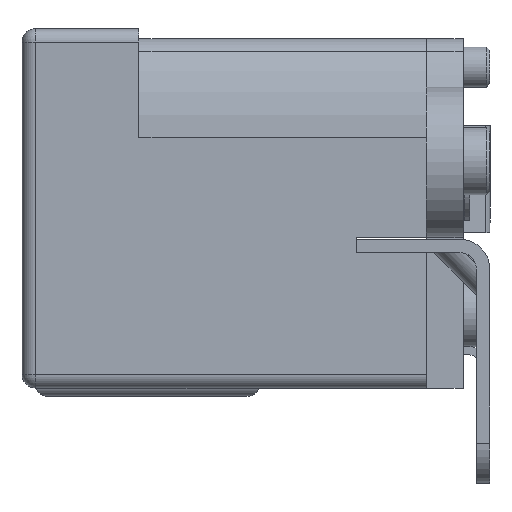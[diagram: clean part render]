
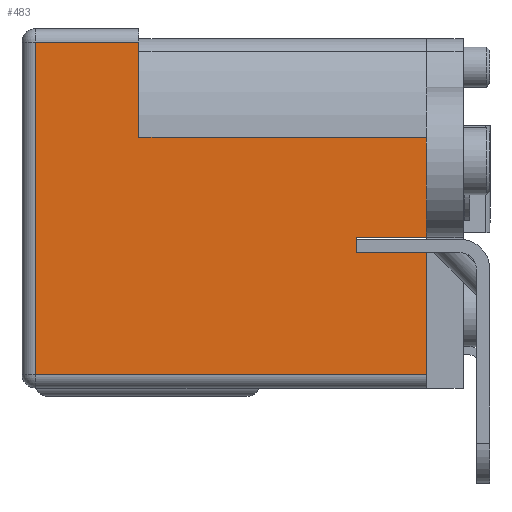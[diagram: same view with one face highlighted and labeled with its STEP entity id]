
A CAD part, left-side view. The second image highlights one B-rep face of the part: STEP entity #483.
In plain terms, the highlighted planar face has unit normal (-1, 0, 0).
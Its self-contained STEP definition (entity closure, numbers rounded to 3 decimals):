
#483 = ADVANCED_FACE( '', ( #1060 ), #1061, .F. );
#1060 = FACE_OUTER_BOUND( '', #1793, .T. );
#1061 = PLANE( '', #1794 );
#1793 = EDGE_LOOP( '', ( #3031, #3032, #3033, #3034, #3035, #3036, #3037, #3038, #3039, #3040 ) );
#1794 = AXIS2_PLACEMENT_3D( '', #3041, #3042, #3043 );
#3031 = ORIENTED_EDGE( '', *, *, #4853, .T. );
#3032 = ORIENTED_EDGE( '', *, *, #4575, .T. );
#3033 = ORIENTED_EDGE( '', *, *, #4854, .F. );
#3034 = ORIENTED_EDGE( '', *, *, #4855, .F. );
#3035 = ORIENTED_EDGE( '', *, *, #4856, .F. );
#3036 = ORIENTED_EDGE( '', *, *, #4857, .T. );
#3037 = ORIENTED_EDGE( '', *, *, #4593, .F. );
#3038 = ORIENTED_EDGE( '', *, *, #4858, .F. );
#3039 = ORIENTED_EDGE( '', *, *, #4859, .T. );
#3040 = ORIENTED_EDGE( '', *, *, #4646, .T. );
#3041 = CARTESIAN_POINT( '', ( -4.5, -6.05, 5.375 ) );
#3042 = DIRECTION( '', ( 1., 0., 0. ) );
#3043 = DIRECTION( '', ( 0., 0., -1. ) );
#4575 = EDGE_CURVE( '', #5374, #5371, #5375, .F. );
#4593 = EDGE_CURVE( '', #5405, #5389, #5407, .T. );
#4646 = EDGE_CURVE( '', #5494, #5498, #5500, .T. );
#4853 = EDGE_CURVE( '', #5498, #5374, #5857, .T. );
#4854 = EDGE_CURVE( '', #5858, #5371, #5859, .T. );
#4855 = EDGE_CURVE( '', #5860, #5858, #5861, .T. );
#4856 = EDGE_CURVE( '', #5862, #5860, #5863, .T. );
#4857 = EDGE_CURVE( '', #5862, #5389, #5864, .T. );
#4858 = EDGE_CURVE( '', #5865, #5405, #5866, .T. );
#4859 = EDGE_CURVE( '', #5865, #5494, #5867, .T. );
#5371 = VERTEX_POINT( '', #6542 );
#5374 = VERTEX_POINT( '', #6545 );
#5375 = LINE( '', #6546, #6547 );
#5389 = VERTEX_POINT( '', #6563 );
#5405 = VERTEX_POINT( '', #6583 );
#5407 = LINE( '', #6586, #6587 );
#5494 = VERTEX_POINT( '', #6694 );
#5498 = VERTEX_POINT( '', #6699 );
#5500 = LINE( '', #6701, #6702 );
#5857 = LINE( '', #7181, #7182 );
#5858 = VERTEX_POINT( '', #7183 );
#5859 = LINE( '', #7184, #7185 );
#5860 = VERTEX_POINT( '', #7186 );
#5861 = LINE( '', #7187, #7188 );
#5862 = VERTEX_POINT( '', #7189 );
#5863 = LINE( '', #7190, #7191 );
#5864 = LINE( '', #7192, #7193 );
#5865 = VERTEX_POINT( '', #7194 );
#5866 = LINE( '', #7195, #7196 );
#5867 = LINE( '', #7197, #7198 );
#6542 = CARTESIAN_POINT( '', ( -4.5, -6.05, -4.975 ) );
#6545 = CARTESIAN_POINT( '', ( -4.5, 5.65, -4.975 ) );
#6546 = CARTESIAN_POINT( '', ( -4.5, -6.05, -4.975 ) );
#6547 = VECTOR( '', #8092, 1000. );
#6563 = CARTESIAN_POINT( '', ( -4.5, -6.05, -0.875 ) );
#6583 = CARTESIAN_POINT( '', ( -4.5, -6.05, 2.125 ) );
#6586 = CARTESIAN_POINT( '', ( -4.5, -6.05, 5.375 ) );
#6587 = VECTOR( '', #8124, 1000. );
#6694 = CARTESIAN_POINT( '', ( -4.5, 2.55, 4.975 ) );
#6699 = CARTESIAN_POINT( '', ( -4.5, 5.65, 4.975 ) );
#6701 = CARTESIAN_POINT( '', ( -4.5, -6.05, 4.975 ) );
#6702 = VECTOR( '', #8203, 1000. );
#7181 = CARTESIAN_POINT( '', ( -4.5, 5.65, 5.375 ) );
#7182 = VECTOR( '', #8461, 1000. );
#7183 = CARTESIAN_POINT( '', ( -4.5, -6.05, -1.325 ) );
#7184 = CARTESIAN_POINT( '', ( -4.5, -6.05, 5.375 ) );
#7185 = VECTOR( '', #8462, 1000. );
#7186 = CARTESIAN_POINT( '', ( -4.5, -3.95, -1.325 ) );
#7187 = CARTESIAN_POINT( '', ( -4.5, -3.95, -1.325 ) );
#7188 = VECTOR( '', #8463, 1000. );
#7189 = CARTESIAN_POINT( '', ( -4.5, -3.95, -0.875 ) );
#7190 = CARTESIAN_POINT( '', ( -4.5, -3.95, -0.875 ) );
#7191 = VECTOR( '', #8464, 1000. );
#7192 = CARTESIAN_POINT( '', ( -4.5, -3.95, -0.875 ) );
#7193 = VECTOR( '', #8465, 1000. );
#7194 = CARTESIAN_POINT( '', ( -4.5, 2.55, 2.125 ) );
#7195 = CARTESIAN_POINT( '', ( -4.5, 2.55, 2.125 ) );
#7196 = VECTOR( '', #8466, 1000. );
#7197 = CARTESIAN_POINT( '', ( -4.5, 2.55, 5.725 ) );
#7198 = VECTOR( '', #8467, 1000. );
#8092 = DIRECTION( '', ( 0., 1., 0. ) );
#8124 = DIRECTION( '', ( 0., 0., -1. ) );
#8203 = DIRECTION( '', ( 0., 1., 0. ) );
#8461 = DIRECTION( '', ( 0., 0., -1. ) );
#8462 = DIRECTION( '', ( 0., 0., -1. ) );
#8463 = DIRECTION( '', ( 0., -1., 0. ) );
#8464 = DIRECTION( '', ( 0., 0., -1. ) );
#8465 = DIRECTION( '', ( 0., -1., 0. ) );
#8466 = DIRECTION( '', ( 0., -1., 0. ) );
#8467 = DIRECTION( '', ( 0., 0., 1. ) );
